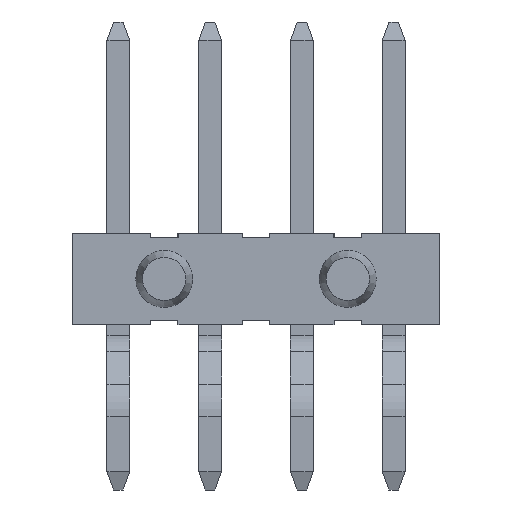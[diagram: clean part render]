
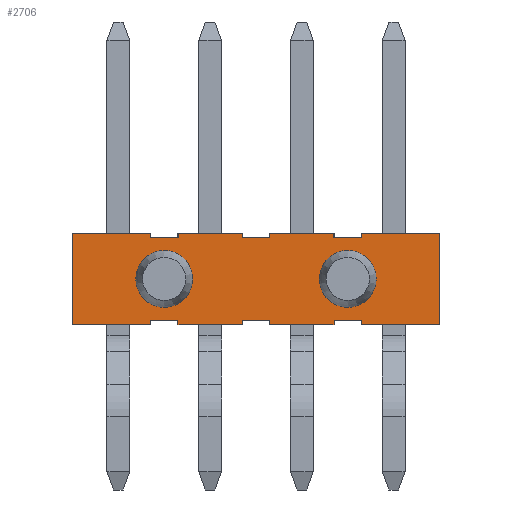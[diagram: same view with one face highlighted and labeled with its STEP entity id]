
A CAD part, front view. The second image highlights one B-rep face of the part: STEP entity #2706.
In plain terms, the highlighted planar face has unit normal (0, -1, 0).
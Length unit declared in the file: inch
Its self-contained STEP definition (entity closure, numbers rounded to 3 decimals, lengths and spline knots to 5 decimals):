
#56=LINE('',#3840,#412);
#57=LINE('',#3843,#413);
#58=LINE('',#3845,#414);
#59=LINE('',#3847,#415);
#60=LINE('',#3849,#416);
#61=LINE('',#3851,#417);
#62=LINE('',#3853,#418);
#63=LINE('',#3855,#419);
#64=LINE('',#3857,#420);
#65=LINE('',#3859,#421);
#66=LINE('',#3861,#422);
#67=LINE('',#3863,#423);
#68=LINE('',#3865,#424);
#69=LINE('',#3867,#425);
#70=LINE('',#3869,#426);
#71=LINE('',#3871,#427);
#72=LINE('',#3873,#428);
#73=LINE('',#3875,#429);
#74=LINE('',#3877,#430);
#75=LINE('',#3879,#431);
#76=LINE('',#3881,#432);
#77=LINE('',#3883,#433);
#78=LINE('',#3885,#434);
#79=LINE('',#3887,#435);
#80=LINE('',#3889,#436);
#81=LINE('',#3891,#437);
#82=LINE('',#3893,#438);
#83=LINE('',#3895,#439);
#412=VECTOR('',#3098,39.37008);
#413=VECTOR('',#3099,39.37008);
#414=VECTOR('',#3100,39.37008);
#415=VECTOR('',#3101,39.37008);
#416=VECTOR('',#3102,39.37008);
#417=VECTOR('',#3103,39.37008);
#418=VECTOR('',#3104,39.37008);
#419=VECTOR('',#3105,39.37008);
#420=VECTOR('',#3106,39.37008);
#421=VECTOR('',#3107,39.37008);
#422=VECTOR('',#3108,39.37008);
#423=VECTOR('',#3109,39.37008);
#424=VECTOR('',#3110,39.37008);
#425=VECTOR('',#3111,39.37008);
#426=VECTOR('',#3112,39.37008);
#427=VECTOR('',#3113,39.37008);
#428=VECTOR('',#3114,39.37008);
#429=VECTOR('',#3115,39.37008);
#430=VECTOR('',#3116,39.37008);
#431=VECTOR('',#3117,39.37008);
#432=VECTOR('',#3118,39.37008);
#433=VECTOR('',#3119,39.37008);
#434=VECTOR('',#3120,39.37008);
#435=VECTOR('',#3121,39.37008);
#436=VECTOR('',#3122,39.37008);
#437=VECTOR('',#3123,39.37008);
#438=VECTOR('',#3124,39.37008);
#439=VECTOR('',#3125,39.37008);
#768=ORIENTED_EDGE('',*,*,#1556,.F.);
#769=ORIENTED_EDGE('',*,*,#1557,.F.);
#770=ORIENTED_EDGE('',*,*,#1558,.F.);
#771=ORIENTED_EDGE('',*,*,#1559,.F.);
#772=ORIENTED_EDGE('',*,*,#1560,.F.);
#773=ORIENTED_EDGE('',*,*,#1561,.F.);
#774=ORIENTED_EDGE('',*,*,#1562,.F.);
#775=ORIENTED_EDGE('',*,*,#1563,.F.);
#776=ORIENTED_EDGE('',*,*,#1564,.F.);
#777=ORIENTED_EDGE('',*,*,#1565,.F.);
#778=ORIENTED_EDGE('',*,*,#1566,.F.);
#779=ORIENTED_EDGE('',*,*,#1567,.F.);
#780=ORIENTED_EDGE('',*,*,#1568,.F.);
#781=ORIENTED_EDGE('',*,*,#1569,.F.);
#782=ORIENTED_EDGE('',*,*,#1570,.T.);
#783=ORIENTED_EDGE('',*,*,#1571,.T.);
#784=ORIENTED_EDGE('',*,*,#1572,.F.);
#785=ORIENTED_EDGE('',*,*,#1573,.F.);
#786=ORIENTED_EDGE('',*,*,#1574,.F.);
#787=ORIENTED_EDGE('',*,*,#1575,.T.);
#788=ORIENTED_EDGE('',*,*,#1576,.F.);
#789=ORIENTED_EDGE('',*,*,#1577,.F.);
#790=ORIENTED_EDGE('',*,*,#1578,.F.);
#791=ORIENTED_EDGE('',*,*,#1579,.T.);
#792=ORIENTED_EDGE('',*,*,#1580,.F.);
#793=ORIENTED_EDGE('',*,*,#1581,.F.);
#794=ORIENTED_EDGE('',*,*,#1582,.F.);
#795=ORIENTED_EDGE('',*,*,#1583,.T.);
#796=ORIENTED_EDGE('',*,*,#1584,.F.);
#797=ORIENTED_EDGE('',*,*,#1585,.F.);
#1556=EDGE_CURVE('',#1950,#1950,#2204,.F.);
#1557=EDGE_CURVE('',#1951,#1951,#2205,.F.);
#1558=EDGE_CURVE('',#1952,#1953,#56,.T.);
#1559=EDGE_CURVE('',#1954,#1952,#57,.T.);
#1560=EDGE_CURVE('',#1955,#1954,#58,.T.);
#1561=EDGE_CURVE('',#1956,#1955,#59,.T.);
#1562=EDGE_CURVE('',#1957,#1956,#60,.T.);
#1563=EDGE_CURVE('',#1958,#1957,#61,.T.);
#1564=EDGE_CURVE('',#1959,#1958,#62,.T.);
#1565=EDGE_CURVE('',#1960,#1959,#63,.T.);
#1566=EDGE_CURVE('',#1961,#1960,#64,.T.);
#1567=EDGE_CURVE('',#1962,#1961,#65,.T.);
#1568=EDGE_CURVE('',#1963,#1962,#66,.T.);
#1569=EDGE_CURVE('',#1964,#1963,#67,.T.);
#1570=EDGE_CURVE('',#1964,#1965,#68,.T.);
#1571=EDGE_CURVE('',#1965,#1966,#69,.T.);
#1572=EDGE_CURVE('',#1967,#1966,#70,.T.);
#1573=EDGE_CURVE('',#1968,#1967,#71,.T.);
#1574=EDGE_CURVE('',#1969,#1968,#72,.T.);
#1575=EDGE_CURVE('',#1969,#1970,#73,.T.);
#1576=EDGE_CURVE('',#1971,#1970,#74,.T.);
#1577=EDGE_CURVE('',#1972,#1971,#75,.T.);
#1578=EDGE_CURVE('',#1973,#1972,#76,.T.);
#1579=EDGE_CURVE('',#1973,#1974,#77,.T.);
#1580=EDGE_CURVE('',#1975,#1974,#78,.T.);
#1581=EDGE_CURVE('',#1976,#1975,#79,.T.);
#1582=EDGE_CURVE('',#1977,#1976,#80,.T.);
#1583=EDGE_CURVE('',#1977,#1978,#81,.T.);
#1584=EDGE_CURVE('',#1979,#1978,#82,.T.);
#1585=EDGE_CURVE('',#1953,#1979,#83,.T.);
#1950=VERTEX_POINT('',#3837);
#1951=VERTEX_POINT('',#3839);
#1952=VERTEX_POINT('',#3841);
#1953=VERTEX_POINT('',#3842);
#1954=VERTEX_POINT('',#3844);
#1955=VERTEX_POINT('',#3846);
#1956=VERTEX_POINT('',#3848);
#1957=VERTEX_POINT('',#3850);
#1958=VERTEX_POINT('',#3852);
#1959=VERTEX_POINT('',#3854);
#1960=VERTEX_POINT('',#3856);
#1961=VERTEX_POINT('',#3858);
#1962=VERTEX_POINT('',#3860);
#1963=VERTEX_POINT('',#3862);
#1964=VERTEX_POINT('',#3864);
#1965=VERTEX_POINT('',#3866);
#1966=VERTEX_POINT('',#3868);
#1967=VERTEX_POINT('',#3870);
#1968=VERTEX_POINT('',#3872);
#1969=VERTEX_POINT('',#3874);
#1970=VERTEX_POINT('',#3876);
#1971=VERTEX_POINT('',#3878);
#1972=VERTEX_POINT('',#3880);
#1973=VERTEX_POINT('',#3882);
#1974=VERTEX_POINT('',#3884);
#1975=VERTEX_POINT('',#3886);
#1976=VERTEX_POINT('',#3888);
#1977=VERTEX_POINT('',#3890);
#1978=VERTEX_POINT('',#3892);
#1979=VERTEX_POINT('',#3894);
#2204=CIRCLE('',#2898,0.031);
#2205=CIRCLE('',#2899,0.031);
#2242=EDGE_LOOP('',(#768));
#2243=EDGE_LOOP('',(#769));
#2244=EDGE_LOOP('',(#770,#771,#772,#773,#774,#775,#776,#777,#778,#779,#780,
#781,#782,#783,#784,#785,#786,#787,#788,#789,#790,#791,#792,#793,#794,#795,
#796,#797));
#2408=FACE_BOUND('',#2242,.T.);
#2409=FACE_BOUND('',#2243,.T.);
#2410=FACE_BOUND('',#2244,.T.);
#2574=PLANE('',#2897);
#2706=ADVANCED_FACE('',(#2408,#2409,#2410),#2574,.F.);
#2897=AXIS2_PLACEMENT_3D('',#3835,#3092,#3093);
#2898=AXIS2_PLACEMENT_3D('',#3836,#3094,#3095);
#2899=AXIS2_PLACEMENT_3D('',#3838,#3096,#3097);
#3092=DIRECTION('',(0.,1.,0.));
#3093=DIRECTION('',(0.,0.,1.));
#3094=DIRECTION('',(0.,1.,0.));
#3095=DIRECTION('',(0.,0.,1.));
#3096=DIRECTION('',(0.,1.,0.));
#3097=DIRECTION('',(0.,0.,1.));
#3098=DIRECTION('',(0.,0.,1.));
#3099=DIRECTION('',(1.,0.,0.));
#3100=DIRECTION('',(0.,0.,-1.));
#3101=DIRECTION('',(1.,0.,0.));
#3102=DIRECTION('',(0.,0.,1.));
#3103=DIRECTION('',(1.,0.,0.));
#3104=DIRECTION('',(0.,0.,-1.));
#3105=DIRECTION('',(1.,0.,0.));
#3106=DIRECTION('',(0.,0.,1.));
#3107=DIRECTION('',(1.,0.,0.));
#3108=DIRECTION('',(0.,0.,-1.));
#3109=DIRECTION('',(1.,0.,0.));
#3110=DIRECTION('',(0.,0.,-1.));
#3111=DIRECTION('',(1.,0.,0.));
#3112=DIRECTION('',(0.,0.,-1.));
#3113=DIRECTION('',(-1.,0.,0.));
#3114=DIRECTION('',(0.,0.,1.));
#3115=DIRECTION('',(1.,0.,0.));
#3116=DIRECTION('',(0.,0.,-1.));
#3117=DIRECTION('',(-1.,0.,0.));
#3118=DIRECTION('',(0.,0.,1.));
#3119=DIRECTION('',(1.,0.,0.));
#3120=DIRECTION('',(0.,0.,-1.));
#3121=DIRECTION('',(-1.,0.,0.));
#3122=DIRECTION('',(0.,0.,1.));
#3123=DIRECTION('',(1.,0.,0.));
#3124=DIRECTION('',(0.,0.,-1.));
#3125=DIRECTION('',(1.,0.,0.));
#3835=CARTESIAN_POINT('',(-0.2,-0.06,0.05));
#3836=CARTESIAN_POINT('',(0.1,-0.06,0.));
#3837=CARTESIAN_POINT('',(0.1,-0.06,0.031));
#3838=CARTESIAN_POINT('',(-0.1,-0.06,0.));
#3839=CARTESIAN_POINT('',(-0.1,-0.06,0.031));
#3840=CARTESIAN_POINT('',(0.115,-0.06,0.05));
#3841=CARTESIAN_POINT('',(0.115,-0.06,0.045));
#3842=CARTESIAN_POINT('',(0.115,-0.06,0.05));
#3843=CARTESIAN_POINT('',(-0.2,-0.06,0.045));
#3844=CARTESIAN_POINT('',(0.085,-0.06,0.045));
#3845=CARTESIAN_POINT('',(0.085,-0.06,0.05));
#3846=CARTESIAN_POINT('',(0.085,-0.06,0.05));
#3847=CARTESIAN_POINT('',(-0.2,-0.06,0.05));
#3848=CARTESIAN_POINT('',(0.015,-0.06,0.05));
#3849=CARTESIAN_POINT('',(0.015,-0.06,0.05));
#3850=CARTESIAN_POINT('',(0.015,-0.06,0.045));
#3851=CARTESIAN_POINT('',(-0.2,-0.06,0.045));
#3852=CARTESIAN_POINT('',(-0.015,-0.06,0.045));
#3853=CARTESIAN_POINT('',(-0.015,-0.06,0.05));
#3854=CARTESIAN_POINT('',(-0.015,-0.06,0.05));
#3855=CARTESIAN_POINT('',(-0.2,-0.06,0.05));
#3856=CARTESIAN_POINT('',(-0.085,-0.06,0.05));
#3857=CARTESIAN_POINT('',(-0.085,-0.06,0.05));
#3858=CARTESIAN_POINT('',(-0.085,-0.06,0.045));
#3859=CARTESIAN_POINT('',(-0.2,-0.06,0.045));
#3860=CARTESIAN_POINT('',(-0.115,-0.06,0.045));
#3861=CARTESIAN_POINT('',(-0.115,-0.06,0.05));
#3862=CARTESIAN_POINT('',(-0.115,-0.06,0.05));
#3863=CARTESIAN_POINT('',(-0.2,-0.06,0.05));
#3864=CARTESIAN_POINT('',(-0.2,-0.06,0.05));
#3865=CARTESIAN_POINT('',(-0.2,-0.06,0.05));
#3866=CARTESIAN_POINT('',(-0.2,-0.06,-0.05));
#3867=CARTESIAN_POINT('',(-0.2,-0.06,-0.05));
#3868=CARTESIAN_POINT('',(-0.115,-0.06,-0.05));
#3869=CARTESIAN_POINT('',(-0.115,-0.06,0.05));
#3870=CARTESIAN_POINT('',(-0.115,-0.06,-0.045));
#3871=CARTESIAN_POINT('',(-0.2,-0.06,-0.045));
#3872=CARTESIAN_POINT('',(-0.085,-0.06,-0.045));
#3873=CARTESIAN_POINT('',(-0.085,-0.06,0.05));
#3874=CARTESIAN_POINT('',(-0.085,-0.06,-0.05));
#3875=CARTESIAN_POINT('',(-0.2,-0.06,-0.05));
#3876=CARTESIAN_POINT('',(-0.015,-0.06,-0.05));
#3877=CARTESIAN_POINT('',(-0.015,-0.06,0.05));
#3878=CARTESIAN_POINT('',(-0.015,-0.06,-0.045));
#3879=CARTESIAN_POINT('',(-0.2,-0.06,-0.045));
#3880=CARTESIAN_POINT('',(0.015,-0.06,-0.045));
#3881=CARTESIAN_POINT('',(0.015,-0.06,0.05));
#3882=CARTESIAN_POINT('',(0.015,-0.06,-0.05));
#3883=CARTESIAN_POINT('',(-0.2,-0.06,-0.05));
#3884=CARTESIAN_POINT('',(0.085,-0.06,-0.05));
#3885=CARTESIAN_POINT('',(0.085,-0.06,0.05));
#3886=CARTESIAN_POINT('',(0.085,-0.06,-0.045));
#3887=CARTESIAN_POINT('',(-0.2,-0.06,-0.045));
#3888=CARTESIAN_POINT('',(0.115,-0.06,-0.045));
#3889=CARTESIAN_POINT('',(0.115,-0.06,0.05));
#3890=CARTESIAN_POINT('',(0.115,-0.06,-0.05));
#3891=CARTESIAN_POINT('',(-0.2,-0.06,-0.05));
#3892=CARTESIAN_POINT('',(0.2,-0.06,-0.05));
#3893=CARTESIAN_POINT('',(0.2,-0.06,0.05));
#3894=CARTESIAN_POINT('',(0.2,-0.06,0.05));
#3895=CARTESIAN_POINT('',(-0.2,-0.06,0.05));
